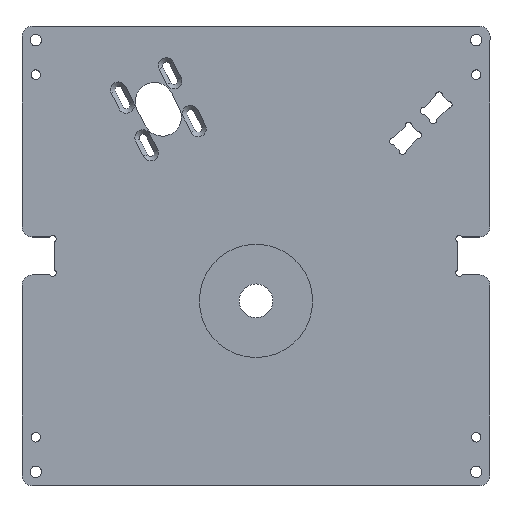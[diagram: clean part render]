
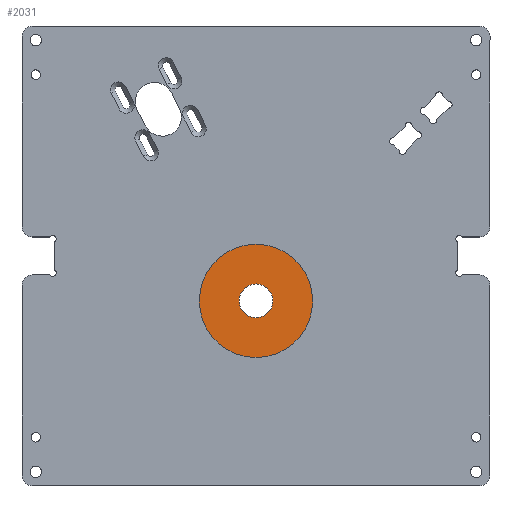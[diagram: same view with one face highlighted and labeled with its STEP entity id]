
A CAD part, top view. The second image highlights one B-rep face of the part: STEP entity #2031.
In plain terms, the highlighted planar face has unit normal (0, 0, 1).
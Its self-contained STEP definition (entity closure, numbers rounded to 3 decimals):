
#51=FACE_BOUND('',#439,.T.);
#202=CIRCLE('',#2244,32.8);
#203=CIRCLE('',#2246,9.8);
#293=FACE_OUTER_BOUND('',#438,.T.);
#438=EDGE_LOOP('',(#1787));
#439=EDGE_LOOP('',(#1788));
#1025=VERTEX_POINT('',#3420);
#1026=VERTEX_POINT('',#3424);
#1292=EDGE_CURVE('',#1025,#1025,#202,.T.);
#1293=EDGE_CURVE('',#1026,#1026,#203,.T.);
#1787=ORIENTED_EDGE('',*,*,#1292,.F.);
#1788=ORIENTED_EDGE('',*,*,#1293,.F.);
#1939=PLANE('',#2245);
#2031=ADVANCED_FACE('',(#293,#51),#1939,.T.);
#2244=AXIS2_PLACEMENT_3D('',#3422,#2805,#2806);
#2245=AXIS2_PLACEMENT_3D('',#3423,#2807,#2808);
#2246=AXIS2_PLACEMENT_3D('',#3425,#2809,#2810);
#2805=DIRECTION('center_axis',(0.,0.,-1.));
#2806=DIRECTION('ref_axis',(-1.,0.,0.));
#2807=DIRECTION('center_axis',(0.,0.,1.));
#2808=DIRECTION('ref_axis',(-1.,0.,0.));
#2809=DIRECTION('center_axis',(0.,0.,1.));
#2810=DIRECTION('ref_axis',(-1.,0.,0.));
#3420=CARTESIAN_POINT('',(160.3,99.,3.5));
#3422=CARTESIAN_POINT('Origin',(127.5,99.,3.5));
#3423=CARTESIAN_POINT('Origin',(127.5,99.,3.5));
#3424=CARTESIAN_POINT('',(137.3,99.,3.5));
#3425=CARTESIAN_POINT('Origin',(127.5,99.,3.5));
